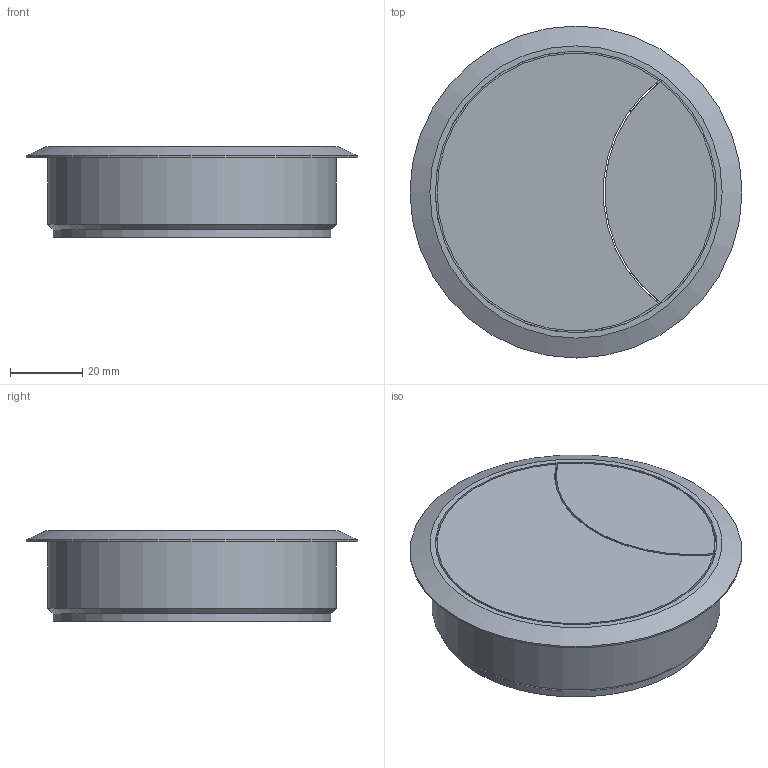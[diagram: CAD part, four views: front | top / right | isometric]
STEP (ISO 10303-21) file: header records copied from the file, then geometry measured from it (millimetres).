
FILE_DESCRIPTION(/* description */ ('KriTec Kabeldurchlass Ø80'),/* implementation_level */ '2;1');
FILE_NAME(/* name */ '11189_KriTec_Kabeldurchlass_80.stp',/* time_stamp */ '2019-12-12T10:42:57+01:00',/* author */ ('Steiner'),/* organization */ (''),/* preprocessor_version */ 'ST-DEVELOPER v17',/* originating_system */ 'Autodesk Inventor 2018',/* authorisation */ '');
FILE_SCHEMA (('AUTOMOTIVE_DESIGN { 1 0 10303 214 3 1 1 }'));
Length unit declared in the file: millimetre
Products named in the file (1): 11189
Bounding box: 92 x 92 x 25 mm (x, y, z)
Volume: 30116.6 mm3; surface area: 25149.4 mm2
Topology: 1 solids, 1 shells, 24 faces, 56 edges, 35 vertices
Faces by surface type: plane 13, cylinder 9, cone 2
Full cylindrical faces by diameter (mm): 75 x1, 77 x1, 78 x1, 80 x1, 92 x1
Entity records: 746 total; most frequent: DIRECTION 145, CARTESIAN_POINT 116, ORIENTED_EDGE 112, AXIS2_PLACEMENT_3D 64, EDGE_CURVE 56, CIRCLE 39, VERTEX_POINT 35, EDGE_LOOP 27
